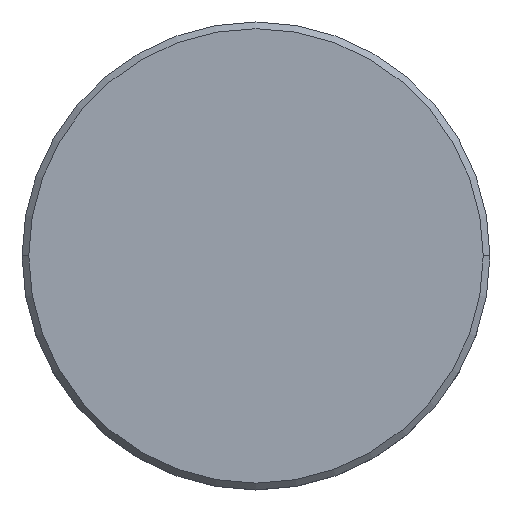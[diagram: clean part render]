
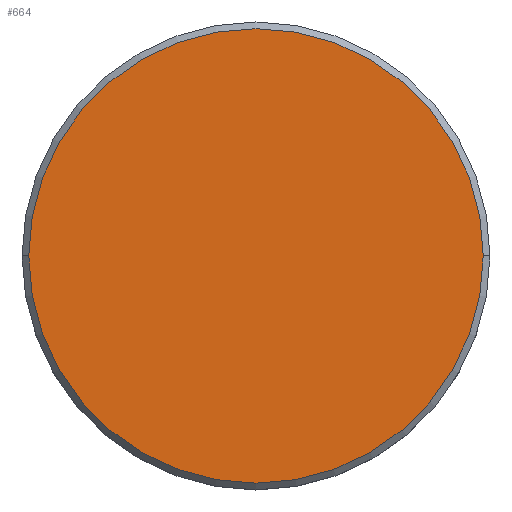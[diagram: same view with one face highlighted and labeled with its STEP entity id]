
A CAD part, top view. The second image highlights one B-rep face of the part: STEP entity #664.
In plain terms, the highlighted planar face has unit normal (0, 0, 1).
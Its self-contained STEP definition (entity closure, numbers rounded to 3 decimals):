
#26 = VERTEX_POINT ( 'NONE', #372 ) ;
#100 = AXIS2_PLACEMENT_3D ( 'NONE', #1116, #316, #948 ) ;
#108 = AXIS2_PLACEMENT_3D ( 'NONE', #473, #382, #749 ) ;
#132 = DIRECTION ( 'NONE',  ( 1., 0., 0. ) ) ;
#155 = VERTEX_POINT ( 'NONE', #1099 ) ;
#167 = CIRCLE ( 'NONE', #108, 17. ) ;
#208 = ORIENTED_EDGE ( 'NONE', *, *, #456, .T. ) ;
#257 = ORIENTED_EDGE ( 'NONE', *, *, #488, .T. ) ;
#316 = DIRECTION ( 'NONE',  ( 0., 0., 1. ) ) ;
#372 = CARTESIAN_POINT ( 'NONE',  ( 17., 0., 0. ) ) ;
#382 = DIRECTION ( 'NONE',  ( 0., 0., 1. ) ) ;
#456 = EDGE_CURVE ( 'NONE', #26, #155, #873, .T. ) ;
#473 = CARTESIAN_POINT ( 'NONE',  ( 0., 0., 0. ) ) ;
#488 = EDGE_CURVE ( 'NONE', #155, #26, #167, .T. ) ;
#563 = DIRECTION ( 'NONE',  ( 0., 0., 1. ) ) ;
#652 = CARTESIAN_POINT ( 'NONE',  ( 0., 0., 0. ) ) ;
#655 = FACE_OUTER_BOUND ( 'NONE', #1068, .T. ) ;
#664 = ADVANCED_FACE ( 'NONE', ( #655 ), #934, .T. ) ;
#681 = AXIS2_PLACEMENT_3D ( 'NONE', #652, #563, #132 ) ;
#749 = DIRECTION ( 'NONE',  ( 1., 0., 0. ) ) ;
#873 = CIRCLE ( 'NONE', #681, 17. ) ;
#934 = PLANE ( 'NONE',  #100 ) ;
#948 = DIRECTION ( 'NONE',  ( 1., 0., 0. ) ) ;
#1068 = EDGE_LOOP ( 'NONE', ( #257, #208 ) ) ;
#1099 = CARTESIAN_POINT ( 'NONE',  ( -17., 0., 0. ) ) ;
#1116 = CARTESIAN_POINT ( 'NONE',  ( 0., 0., 0. ) ) ;
